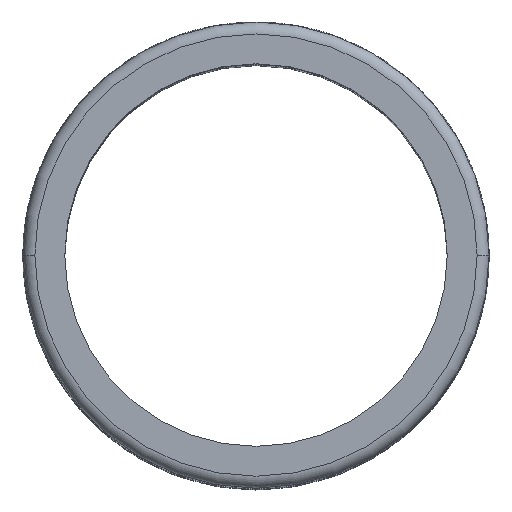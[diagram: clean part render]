
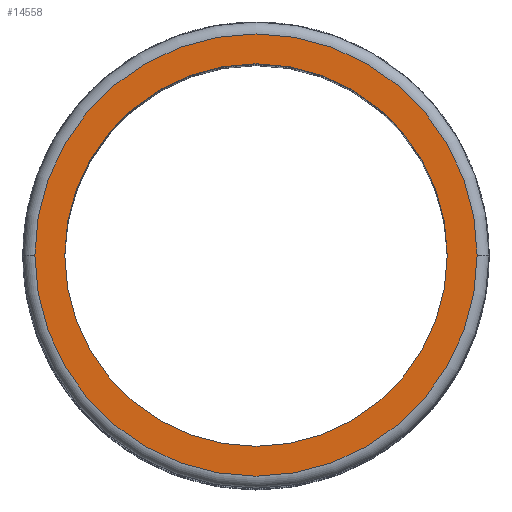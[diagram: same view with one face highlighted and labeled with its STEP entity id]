
A CAD part, top view. The second image highlights one B-rep face of the part: STEP entity #14558.
In plain terms, the highlighted planar face has unit normal (0, 0, 1).
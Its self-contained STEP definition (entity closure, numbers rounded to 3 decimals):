
#221 = CARTESIAN_POINT ( 'NONE',  ( 16., 0., 0. ) ) ;
#1134 = ORIENTED_EDGE ( 'NONE', *, *, #38796, .T. ) ;
#3243 = EDGE_CURVE ( 'NONE', #5168, #28654, #25529, .T. ) ;
#3263 = EDGE_CURVE ( 'NONE', #14992, #22722, #4714, .T. ) ;
#4373 = CARTESIAN_POINT ( 'NONE',  ( 0., 0., 0. ) ) ;
#4714 = CIRCLE ( 'NONE', #24018, 18.5 ) ;
#5168 = VERTEX_POINT ( 'NONE', #33244 ) ;
#5215 = CARTESIAN_POINT ( 'NONE',  ( 0., 0., 0. ) ) ;
#5385 = DIRECTION ( 'NONE',  ( 1., 0., 0. ) ) ;
#9021 = CIRCLE ( 'NONE', #10436, 16. ) ;
#9906 = ORIENTED_EDGE ( 'NONE', *, *, #3263, .T. ) ;
#10436 = AXIS2_PLACEMENT_3D ( 'NONE', #25653, #44756, #37450 ) ;
#12648 = DIRECTION ( 'NONE',  ( 1., 0., 0. ) ) ;
#13711 = ORIENTED_EDGE ( 'NONE', *, *, #41938, .F. ) ;
#13921 = EDGE_LOOP ( 'NONE', ( #13711, #22143 ) ) ;
#14558 = ADVANCED_FACE ( 'NONE', ( #21767, #37398 ), #30831, .T. ) ;
#14992 = VERTEX_POINT ( 'NONE', #23992 ) ;
#20174 = CARTESIAN_POINT ( 'NONE',  ( -18.5, 0., 0. ) ) ;
#21767 = FACE_OUTER_BOUND ( 'NONE', #40950, .T. ) ;
#22143 = ORIENTED_EDGE ( 'NONE', *, *, #3243, .F. ) ;
#22722 = VERTEX_POINT ( 'NONE', #20174 ) ;
#23992 = CARTESIAN_POINT ( 'NONE',  ( 18.5, 0., 0. ) ) ;
#24018 = AXIS2_PLACEMENT_3D ( 'NONE', #42246, #46457, #12648 ) ;
#25529 = CIRCLE ( 'NONE', #32096, 16. ) ;
#25653 = CARTESIAN_POINT ( 'NONE',  ( 0., 0., 0. ) ) ;
#26869 = DIRECTION ( 'NONE',  ( 1., 0., 0. ) ) ;
#28654 = VERTEX_POINT ( 'NONE', #221 ) ;
#30831 = PLANE ( 'NONE',  #31298 ) ;
#31243 = DIRECTION ( 'NONE',  ( 0., 0., 1. ) ) ;
#31298 = AXIS2_PLACEMENT_3D ( 'NONE', #38580, #38441, #41992 ) ;
#32096 = AXIS2_PLACEMENT_3D ( 'NONE', #5215, #31243, #5385 ) ;
#33244 = CARTESIAN_POINT ( 'NONE',  ( -16., 0., 0. ) ) ;
#33954 = CIRCLE ( 'NONE', #40103, 18.5 ) ;
#37398 = FACE_BOUND ( 'NONE', #13921, .T. ) ;
#37450 = DIRECTION ( 'NONE',  ( 1., 0., 0. ) ) ;
#38441 = DIRECTION ( 'NONE',  ( 0., 0., 1. ) ) ;
#38580 = CARTESIAN_POINT ( 'NONE',  ( 0., 0., 0. ) ) ;
#38796 = EDGE_CURVE ( 'NONE', #22722, #14992, #33954, .T. ) ;
#40103 = AXIS2_PLACEMENT_3D ( 'NONE', #4373, #41401, #26869 ) ;
#40950 = EDGE_LOOP ( 'NONE', ( #9906, #1134 ) ) ;
#41401 = DIRECTION ( 'NONE',  ( 0., 0., 1. ) ) ;
#41938 = EDGE_CURVE ( 'NONE', #28654, #5168, #9021, .T. ) ;
#41992 = DIRECTION ( 'NONE',  ( 1., 0., 0. ) ) ;
#42246 = CARTESIAN_POINT ( 'NONE',  ( 0., 0., 0. ) ) ;
#44756 = DIRECTION ( 'NONE',  ( 0., 0., 1. ) ) ;
#46457 = DIRECTION ( 'NONE',  ( 0., 0., 1. ) ) ;
